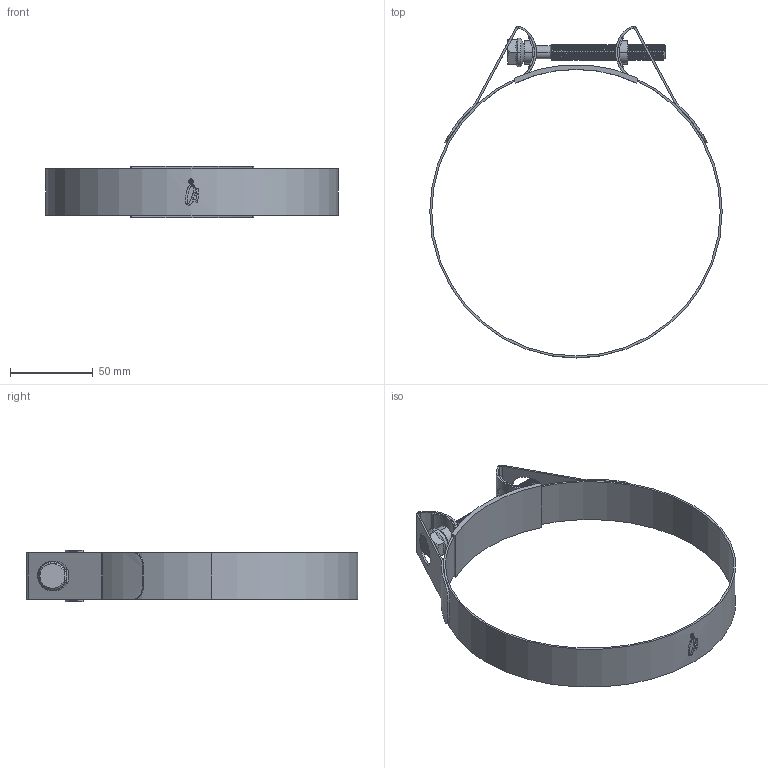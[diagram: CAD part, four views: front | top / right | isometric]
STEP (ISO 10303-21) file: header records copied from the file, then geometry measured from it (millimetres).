
FILE_DESCRIPTION (( 'STEP AP214' ), '1' );
FILE_NAME ('BBC-162-SUPRA-W2.step', '2025-06-05T13:55:16', ( '' ), ( '' ), 'SwSTEP 2.0', 'SolidWorks 2025', '' );
FILE_SCHEMA (( 'AUTOMOTIVE_DESIGN' ));
Length unit declared in the file: millimetre
Products named in the file (1): BBC-162-SUPRA-W2
Bounding box: 176.4 x 200.19 x 31 mm (x, y, z)
Volume: 35253.1 mm3; surface area: 53324 mm2
Topology: 5 solids, 5 shells, 379 faces, 1042 edges, 681 vertices
Faces by surface type: cylinder 247, bspline 58, plane 46, cone 28
Entity records: 39057 total; most frequent: CARTESIAN_POINT 30806, ORIENTED_EDGE 2084, DIRECTION 1245, EDGE_CURVE 1042, VERTEX_POINT 681, AXIS2_PLACEMENT_3D 436, EDGE_LOOP 399, FACE_OUTER_BOUND 379
